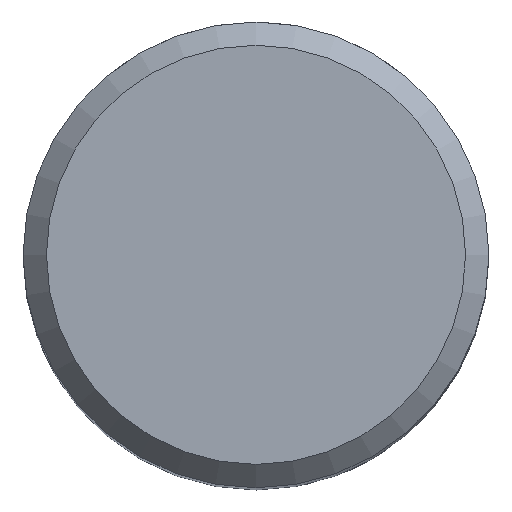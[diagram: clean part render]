
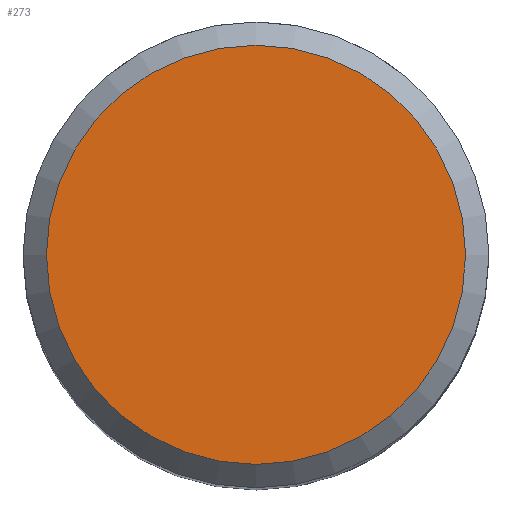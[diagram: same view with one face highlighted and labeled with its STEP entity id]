
A CAD part, top view. The second image highlights one B-rep face of the part: STEP entity #273.
In plain terms, the highlighted planar face has unit normal (0, 0, 1).
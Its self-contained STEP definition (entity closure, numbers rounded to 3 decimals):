
#110=PLANE('',#455);
#115=FACE_OUTER_BOUND('',#148,.T.);
#148=EDGE_LOOP('',(#186));
#186=ORIENTED_EDGE('',*,*,#218,.F.);
#218=EDGE_CURVE('',#331,#331,#241,.T.);
#241=CIRCLE('',#454,8.997);
#273=ADVANCED_FACE('CU_SU3',(#115),#110,.F.);
#331=VERTEX_POINT('',#5473);
#454=AXIS2_PLACEMENT_3D('',#5472,#543,#544);
#455=AXIS2_PLACEMENT_3D('',#5474,#545,#546);
#543=DIRECTION('',(0.,0.,-1.));
#544=DIRECTION('',(-1.,0.,0.));
#545=DIRECTION('',(0.,0.,-1.));
#546=DIRECTION('',(-1.,0.,0.));
#5472=CARTESIAN_POINT('',(0.,0.,0.));
#5473=CARTESIAN_POINT('',(-8.997,0.,0.));
#5474=CARTESIAN_POINT('',(0.,0.,0.));
